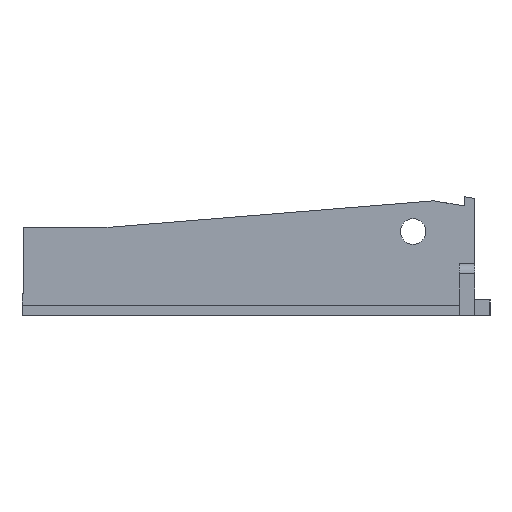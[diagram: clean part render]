
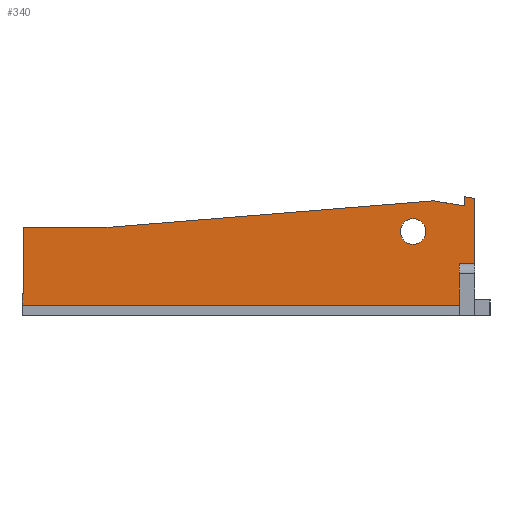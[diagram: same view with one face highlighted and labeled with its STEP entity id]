
A CAD part, left-side view. The second image highlights one B-rep face of the part: STEP entity #340.
In plain terms, the highlighted planar face has unit normal (-1, 0, 0).
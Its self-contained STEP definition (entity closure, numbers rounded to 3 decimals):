
#3 = CARTESIAN_POINT ( 'NONE',  ( -39.541, -69.51, 30.23 ) ) ;
#19 = DIRECTION ( 'NONE',  ( 0., -0.997, 0.081 ) ) ;
#20 = EDGE_CURVE ( 'NONE', #767, #2052, #1765, .T. ) ;
#35 = CARTESIAN_POINT ( 'NONE',  ( -39.541, -50.781, 11.466 ) ) ;
#73 = CARTESIAN_POINT ( 'NONE',  ( -39.541, -55.781, 32.633 ) ) ;
#87 = DIRECTION ( 'NONE',  ( -1., 0., 0. ) ) ;
#102 = EDGE_CURVE ( 'NONE', #2052, #1114, #1665, .T. ) ;
#144 = AXIS2_PLACEMENT_3D ( 'NONE', #413, #87, #1644 ) ;
#153 = EDGE_CURVE ( 'NONE', #1481, #1101, #1620, .T. ) ;
#155 = CARTESIAN_POINT ( 'NONE',  ( -39.541, 90.886, 23.3 ) ) ;
#198 = EDGE_CURVE ( 'NONE', #1340, #831, #1824, .T. ) ;
#240 = DIRECTION ( 'NONE',  ( 0., 1., 0. ) ) ;
#249 = LINE ( 'NONE', #524, #294 ) ;
#294 = VECTOR ( 'NONE', #1663, 1000. ) ;
#336 = CARTESIAN_POINT ( 'NONE',  ( -39.541, -52.447, -5.367 ) ) ;
#340 = ADVANCED_FACE ( 'NONE', ( #401, #993 ), #391, .T. ) ;
#356 = CARTESIAN_POINT ( 'NONE',  ( -39.541, -60.132, 33.306 ) ) ;
#367 = VECTOR ( 'NONE', #942, 1000. ) ;
#391 = PLANE ( 'NONE',  #1082 ) ;
#401 = FACE_OUTER_BOUND ( 'NONE', #1147, .T. ) ;
#404 = VECTOR ( 'NONE', #918, 1000. ) ;
#413 = CARTESIAN_POINT ( 'NONE',  ( -39.541, -35.781, 21.866 ) ) ;
#426 = CARTESIAN_POINT ( 'NONE',  ( -39.541, 110.886, 1.633 ) ) ;
#508 = EDGE_CURVE ( 'NONE', #1775, #1536, #615, .T. ) ;
#522 = ORIENTED_EDGE ( 'NONE', *, *, #1400, .F. ) ;
#524 = CARTESIAN_POINT ( 'NONE',  ( -39.541, -63.281, 11.466 ) ) ;
#526 = ORIENTED_EDGE ( 'NONE', *, *, #1070, .F. ) ;
#531 = CARTESIAN_POINT ( 'NONE',  ( -39.541, -42.447, 31.866 ) ) ;
#534 = CARTESIAN_POINT ( 'NONE',  ( -39.541, 96.719, 23.3 ) ) ;
#561 = ORIENTED_EDGE ( 'NONE', *, *, #198, .F. ) ;
#607 = VECTOR ( 'NONE', #640, 1000. ) ;
#615 = LINE ( 'NONE', #934, #1554 ) ;
#621 = DIRECTION ( 'NONE',  ( 0., -1., 0. ) ) ;
#628 = LINE ( 'NONE', #1384, #404 ) ;
#640 = DIRECTION ( 'NONE',  ( 0., -0.985, -0.172 ) ) ;
#644 = EDGE_CURVE ( 'NONE', #912, #1775, #1960, .T. ) ;
#665 = ORIENTED_EDGE ( 'NONE', *, *, #508, .T. ) ;
#728 = CARTESIAN_POINT ( 'NONE',  ( -39.541, -50.781, -2.034 ) ) ;
#764 = DIRECTION ( 'NONE',  ( 0., 0., 1. ) ) ;
#767 = VERTEX_POINT ( 'NONE', #1184 ) ;
#769 = VERTEX_POINT ( 'NONE', #1817 ) ;
#817 = VECTOR ( 'NONE', #1316, 1000. ) ;
#831 = VERTEX_POINT ( 'NONE', #1198 ) ;
#848 = DIRECTION ( 'NONE',  ( 0., -1., 0. ) ) ;
#864 = CARTESIAN_POINT ( 'NONE',  ( -39.541, -68.755, 27.481 ) ) ;
#902 = AXIS2_PLACEMENT_3D ( 'NONE', #1403, #1718, #621 ) ;
#912 = VERTEX_POINT ( 'NONE', #1126 ) ;
#918 = DIRECTION ( 'NONE',  ( 0., 0., -1. ) ) ;
#929 = CARTESIAN_POINT ( 'NONE',  ( -39.541, -52.447, 30.2 ) ) ;
#934 = CARTESIAN_POINT ( 'NONE',  ( -39.541, -50.781, -5.367 ) ) ;
#942 = DIRECTION ( 'NONE',  ( 0., 0., 1. ) ) ;
#993 = FACE_BOUND ( 'NONE', #1796, .T. ) ;
#1042 = DIRECTION ( 'NONE',  ( 0., -1., 0. ) ) ;
#1059 = VECTOR ( 'NONE', #1920, 1000. ) ;
#1064 = CARTESIAN_POINT ( 'NONE',  ( -39.541, -35.781, 17.7 ) ) ;
#1070 = EDGE_CURVE ( 'NONE', #831, #1900, #2043, .T. ) ;
#1082 = AXIS2_PLACEMENT_3D ( 'NONE', #1643, #1650, #240 ) ;
#1089 = LINE ( 'NONE', #3, #607 ) ;
#1095 = ORIENTED_EDGE ( 'NONE', *, *, #1353, .F. ) ;
#1101 = VERTEX_POINT ( 'NONE', #1064 ) ;
#1114 = VERTEX_POINT ( 'NONE', #929 ) ;
#1126 = CARTESIAN_POINT ( 'NONE',  ( -39.541, 91.386, -2.034 ) ) ;
#1147 = EDGE_LOOP ( 'NONE', ( #1300, #1950, #665, #1291, #1571, #1338, #1235, #1604, #1637, #1095, #526, #561 ) ) ;
#1152 = VERTEX_POINT ( 'NONE', #1706 ) ;
#1184 = CARTESIAN_POINT ( 'NONE',  ( -39.541, 62.769, 23.3 ) ) ;
#1198 = CARTESIAN_POINT ( 'NONE',  ( -39.541, 90.886, 1.633 ) ) ;
#1235 = ORIENTED_EDGE ( 'NONE', *, *, #1892, .F. ) ;
#1243 = EDGE_CURVE ( 'NONE', #769, #1536, #249, .T. ) ;
#1252 = VECTOR ( 'NONE', #848, 1000. ) ;
#1273 = DIRECTION ( 'NONE',  ( 0., 0., 1. ) ) ;
#1291 = ORIENTED_EDGE ( 'NONE', *, *, #1243, .F. ) ;
#1300 = ORIENTED_EDGE ( 'NONE', *, *, #2044, .F. ) ;
#1316 = DIRECTION ( 'NONE',  ( 0., -0.986, -0.164 ) ) ;
#1338 = ORIENTED_EDGE ( 'NONE', *, *, #1390, .F. ) ;
#1340 = VERTEX_POINT ( 'NONE', #1433 ) ;
#1352 = LINE ( 'NONE', #1931, #1605 ) ;
#1353 = EDGE_CURVE ( 'NONE', #1900, #767, #2040, .T. ) ;
#1361 = CIRCLE ( 'NONE', #902, 4.167 ) ;
#1384 = CARTESIAN_POINT ( 'NONE',  ( -39.541, -55.781, 1.633 ) ) ;
#1390 = EDGE_CURVE ( 'NONE', #1152, #1619, #1089, .T. ) ;
#1400 = EDGE_CURVE ( 'NONE', #1101, #1481, #1361, .T. ) ;
#1403 = CARTESIAN_POINT ( 'NONE',  ( -39.541, -35.781, 21.866 ) ) ;
#1433 = CARTESIAN_POINT ( 'NONE',  ( -39.541, 91.386, 1.633 ) ) ;
#1461 = CARTESIAN_POINT ( 'NONE',  ( -39.541, -35.781, 26.033 ) ) ;
#1467 = CARTESIAN_POINT ( 'NONE',  ( -39.541, -63.281, -2.034 ) ) ;
#1481 = VERTEX_POINT ( 'NONE', #1461 ) ;
#1495 = VECTOR ( 'NONE', #764, 1000. ) ;
#1536 = VERTEX_POINT ( 'NONE', #35 ) ;
#1549 = LINE ( 'NONE', #336, #367 ) ;
#1554 = VECTOR ( 'NONE', #1273, 1000. ) ;
#1571 = ORIENTED_EDGE ( 'NONE', *, *, #1865, .F. ) ;
#1604 = ORIENTED_EDGE ( 'NONE', *, *, #102, .F. ) ;
#1605 = VECTOR ( 'NONE', #1625, 1000. ) ;
#1619 = VERTEX_POINT ( 'NONE', #73 ) ;
#1620 = CIRCLE ( 'NONE', #144, 4.167 ) ;
#1625 = DIRECTION ( 'NONE',  ( 0., 0., 1. ) ) ;
#1637 = ORIENTED_EDGE ( 'NONE', *, *, #20, .F. ) ;
#1643 = CARTESIAN_POINT ( 'NONE',  ( -39.541, -63.281, -2.034 ) ) ;
#1644 = DIRECTION ( 'NONE',  ( 0., -1., 0. ) ) ;
#1650 = DIRECTION ( 'NONE',  ( -1., 0., 0. ) ) ;
#1663 = DIRECTION ( 'NONE',  ( 0., 1., 0. ) ) ;
#1665 = LINE ( 'NONE', #864, #817 ) ;
#1685 = VECTOR ( 'NONE', #19, 1000. ) ;
#1706 = CARTESIAN_POINT ( 'NONE',  ( -39.541, -52.447, 33.216 ) ) ;
#1716 = CARTESIAN_POINT ( 'NONE',  ( -39.541, 90.886, 23.3 ) ) ;
#1718 = DIRECTION ( 'NONE',  ( -1., 0., 0. ) ) ;
#1765 = LINE ( 'NONE', #356, #1685 ) ;
#1775 = VERTEX_POINT ( 'NONE', #728 ) ;
#1796 = EDGE_LOOP ( 'NONE', ( #522, #1944 ) ) ;
#1817 = CARTESIAN_POINT ( 'NONE',  ( -39.541, -55.781, 11.466 ) ) ;
#1824 = LINE ( 'NONE', #426, #1909 ) ;
#1865 = EDGE_CURVE ( 'NONE', #1619, #769, #628, .T. ) ;
#1892 = EDGE_CURVE ( 'NONE', #1114, #1152, #1549, .T. ) ;
#1900 = VERTEX_POINT ( 'NONE', #155 ) ;
#1909 = VECTOR ( 'NONE', #1042, 1000. ) ;
#1920 = DIRECTION ( 'NONE',  ( 0., -1., 0. ) ) ;
#1931 = CARTESIAN_POINT ( 'NONE',  ( -39.541, 91.386, -2.034 ) ) ;
#1944 = ORIENTED_EDGE ( 'NONE', *, *, #153, .F. ) ;
#1950 = ORIENTED_EDGE ( 'NONE', *, *, #644, .T. ) ;
#1960 = LINE ( 'NONE', #1467, #1059 ) ;
#2040 = LINE ( 'NONE', #534, #1252 ) ;
#2043 = LINE ( 'NONE', #1716, #1495 ) ;
#2044 = EDGE_CURVE ( 'NONE', #912, #1340, #1352, .T. ) ;
#2052 = VERTEX_POINT ( 'NONE', #531 ) ;
